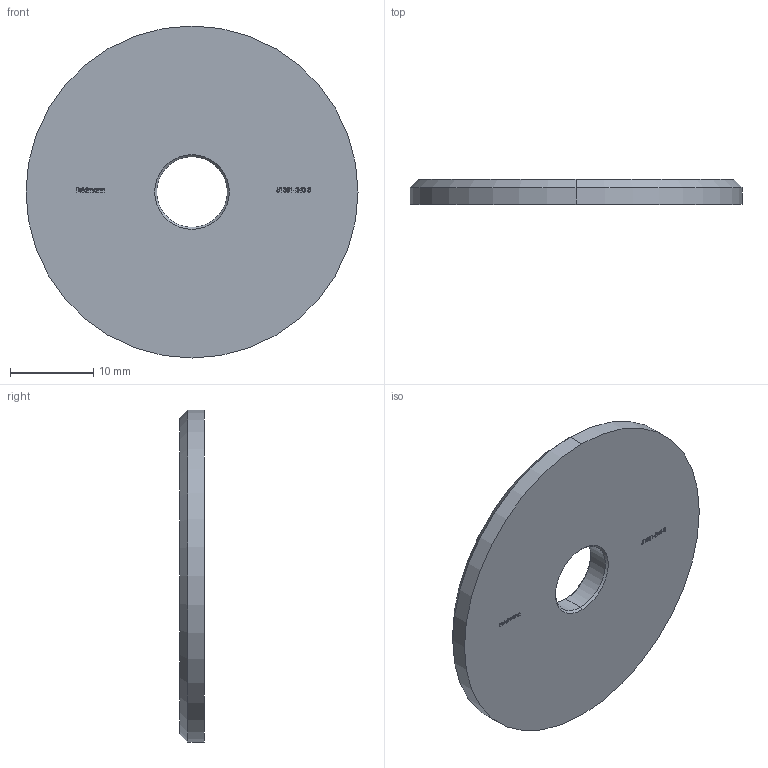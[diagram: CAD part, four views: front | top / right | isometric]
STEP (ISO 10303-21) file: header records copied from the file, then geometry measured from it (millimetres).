
FILE_DESCRIPTION (( 'STEP AP203' ), '1' );
FILE_NAME ('51331-240-8.step', '2020-10-21T10:55:39', ( '' ), ( '' ), 'SwSTEP 2.0', 'SolidWorks 2018', '' );
FILE_SCHEMA (( 'CONFIG_CONTROL_DESIGN' ));
Length unit declared in the file: millimetre
Products named in the file (2): 51331-240-8
Bounding box: 40 x 3 x 40 mm (x, y, z)
Volume: 3536.1 mm3; surface area: 2778.3 mm2
Topology: 1 solids, 1 shells, 259 faces, 687 edges, 456 vertices
Faces by surface type: plane 133, bspline 116, cone 6, cylinder 4
Entity records: 14194 total; most frequent: CARTESIAN_POINT 8384, ORIENTED_EDGE 1374, DIRECTION 759, EDGE_CURVE 687, VERTEX_POINT 456, LINE 441, VECTOR 441, EDGE_LOOP 287
